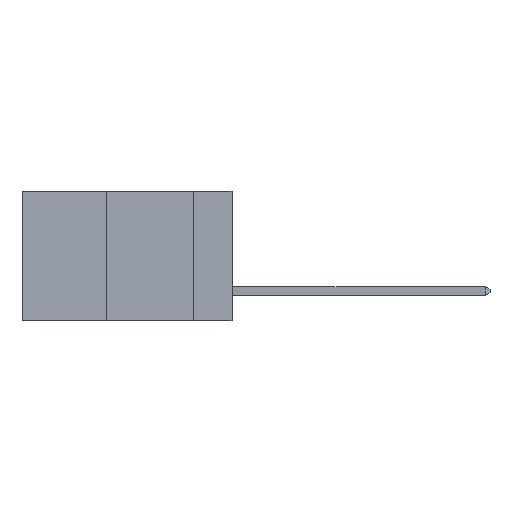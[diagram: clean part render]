
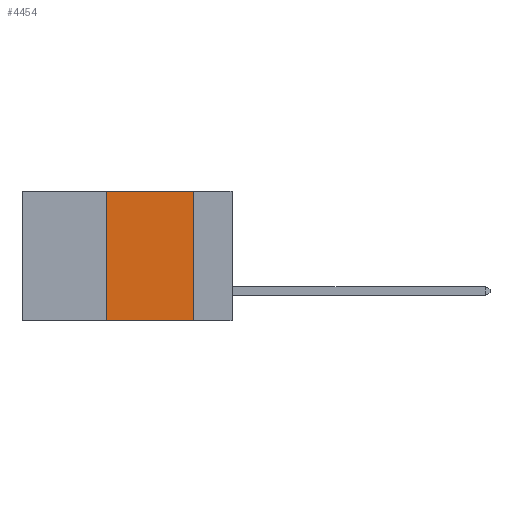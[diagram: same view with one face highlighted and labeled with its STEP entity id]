
A CAD part, left-side view. The second image highlights one B-rep face of the part: STEP entity #4454.
In plain terms, the highlighted planar face has unit normal (-1, 0, 0).
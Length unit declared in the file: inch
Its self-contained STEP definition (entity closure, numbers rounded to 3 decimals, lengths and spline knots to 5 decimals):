
#644 = LINE ( 'NONE', #10670, #8710 ) ;
#1189 = DIRECTION ( 'NONE',  ( 0., -1., 0. ) ) ;
#1992 = DIRECTION ( 'NONE',  ( 0., 0., -1. ) ) ;
#2106 = VECTOR ( 'NONE', #4799, 39.37008 ) ;
#2255 = AXIS2_PLACEMENT_3D ( 'NONE', #5334, #5556, #12026 ) ;
#2666 = LINE ( 'NONE', #8519, #5610 ) ;
#3586 = EDGE_CURVE ( 'NONE', #6234, #5466, #644, .T. ) ;
#3677 = CARTESIAN_POINT ( 'NONE',  ( 0., 0.11, 0. ) ) ;
#4454 = ADVANCED_FACE ( 'NONE', ( #11904 ), #6355, .F. ) ;
#4524 = ORIENTED_EDGE ( 'NONE', *, *, #3586, .F. ) ;
#4799 = DIRECTION ( 'NONE',  ( 0., -1., 0. ) ) ;
#5334 = CARTESIAN_POINT ( 'NONE',  ( 0., 0.6, 0. ) ) ;
#5466 = VERTEX_POINT ( 'NONE', #3677 ) ;
#5556 = DIRECTION ( 'NONE',  ( 1., 0., 0. ) ) ;
#5610 = VECTOR ( 'NONE', #1992, 39.37008 ) ;
#6101 = CARTESIAN_POINT ( 'NONE',  ( 0., 0.36, -0.37 ) ) ;
#6148 = EDGE_CURVE ( 'NONE', #7707, #12396, #11113, .T. ) ;
#6234 = VERTEX_POINT ( 'NONE', #6632 ) ;
#6355 = PLANE ( 'NONE',  #2255 ) ;
#6479 = VECTOR ( 'NONE', #9784, 39.37008 ) ;
#6632 = CARTESIAN_POINT ( 'NONE',  ( 0., 0.36, 0. ) ) ;
#7533 = ORIENTED_EDGE ( 'NONE', *, *, #11382, .F. ) ;
#7707 = VERTEX_POINT ( 'NONE', #6101 ) ;
#8205 = CARTESIAN_POINT ( 'NONE',  ( 0., 0.6, -0.37 ) ) ;
#8519 = CARTESIAN_POINT ( 'NONE',  ( 0., 0.11, 0. ) ) ;
#8710 = VECTOR ( 'NONE', #1189, 39.37008 ) ;
#9310 = EDGE_LOOP ( 'NONE', ( #7533, #4524, #12444, #11936 ) ) ;
#9684 = LINE ( 'NONE', #10814, #6479 ) ;
#9784 = DIRECTION ( 'NONE',  ( 0., 0., 1. ) ) ;
#9830 = EDGE_CURVE ( 'NONE', #7707, #6234, #9684, .T. ) ;
#10670 = CARTESIAN_POINT ( 'NONE',  ( 0., 0.6, 0. ) ) ;
#10814 = CARTESIAN_POINT ( 'NONE',  ( 0., 0.36, 0. ) ) ;
#11113 = LINE ( 'NONE', #8205, #2106 ) ;
#11382 = EDGE_CURVE ( 'NONE', #5466, #12396, #2666, .T. ) ;
#11904 = FACE_OUTER_BOUND ( 'NONE', #9310, .T. ) ;
#11936 = ORIENTED_EDGE ( 'NONE', *, *, #6148, .T. ) ;
#12026 = DIRECTION ( 'NONE',  ( 0., 0., -1. ) ) ;
#12396 = VERTEX_POINT ( 'NONE', #13664 ) ;
#12444 = ORIENTED_EDGE ( 'NONE', *, *, #9830, .F. ) ;
#13664 = CARTESIAN_POINT ( 'NONE',  ( 0., 0.11, -0.37 ) ) ;
